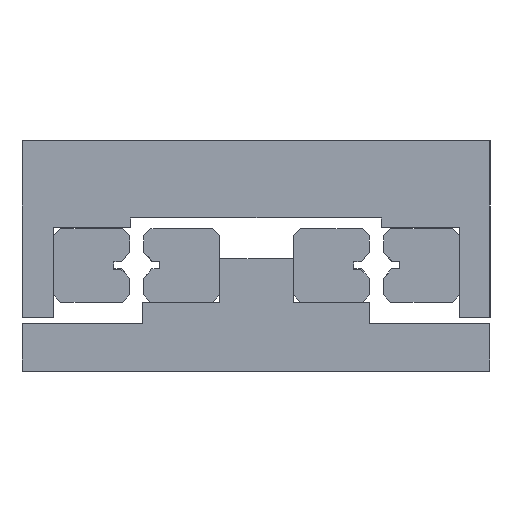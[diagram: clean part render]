
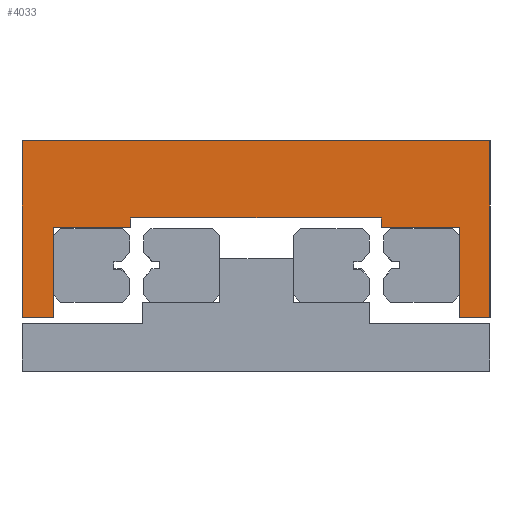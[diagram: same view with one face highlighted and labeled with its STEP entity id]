
A CAD part, front view. The second image highlights one B-rep face of the part: STEP entity #4033.
In plain terms, the highlighted planar face has unit normal (0, -1, 0).
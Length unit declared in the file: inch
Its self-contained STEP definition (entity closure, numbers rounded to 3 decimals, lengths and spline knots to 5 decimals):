
#3683=CARTESIAN_POINT('',(-1.0,-2.5,0.3775));
#3684=VERTEX_POINT('',#3683);
#3691=CARTESIAN_POINT('',(1.0,-2.5,0.3775));
#3692=VERTEX_POINT('',#3691);
#3693=CARTESIAN_POINT('',(-1.0,-2.5,0.3775));
#3694=DIRECTION('',(1.0,0.0,0.0));
#3695=VECTOR('',#3694,2.0);
#3696=LINE('',#3693,#3695);
#3697=EDGE_CURVE('',#3684,#3692,#3696,.T.);
#3738=CARTESIAN_POINT('',(-1.0,-2.5,-0.3775));
#3739=VERTEX_POINT('',#3738);
#3746=CARTESIAN_POINT('',(-1.0,-2.5,-0.3775));
#3747=DIRECTION('',(0.0,0.0,1.0));
#3748=VECTOR('',#3747,0.755);
#3749=LINE('',#3746,#3748);
#3750=EDGE_CURVE('',#3739,#3684,#3749,.T.);
#3762=CARTESIAN_POINT('',(-0.865,-2.5,-0.3775));
#3763=VERTEX_POINT('',#3762);
#3770=CARTESIAN_POINT('',(-0.865,-2.5,-0.3775));
#3771=DIRECTION('',(-1.0,0.0,0.0));
#3772=VECTOR('',#3771,0.135);
#3773=LINE('',#3770,#3772);
#3774=EDGE_CURVE('',#3763,#3739,#3773,.T.);
#3786=CARTESIAN_POINT('',(-0.865,-2.5,0.0075));
#3787=VERTEX_POINT('',#3786);
#3794=CARTESIAN_POINT('',(-0.865,-2.5,0.0075));
#3795=DIRECTION('',(0.0,0.0,-1.0));
#3796=VECTOR('',#3795,0.385);
#3797=LINE('',#3794,#3796);
#3798=EDGE_CURVE('',#3787,#3763,#3797,.T.);
#3810=CARTESIAN_POINT('',(-0.535,-2.5,0.0075));
#3811=VERTEX_POINT('',#3810);
#3818=CARTESIAN_POINT('',(-0.535,-2.5,0.0075));
#3819=DIRECTION('',(-1.0,0.0,0.0));
#3820=VECTOR('',#3819,0.33);
#3821=LINE('',#3818,#3820);
#3822=EDGE_CURVE('',#3811,#3787,#3821,.T.);
#3834=CARTESIAN_POINT('',(-0.535,-2.5,0.0475));
#3835=VERTEX_POINT('',#3834);
#3842=CARTESIAN_POINT('',(-0.535,-2.5,0.0475));
#3843=DIRECTION('',(0.0,0.0,-1.0));
#3844=VECTOR('',#3843,0.04);
#3845=LINE('',#3842,#3844);
#3846=EDGE_CURVE('',#3835,#3811,#3845,.T.);
#3858=CARTESIAN_POINT('',(0.535,-2.5,0.0475));
#3859=VERTEX_POINT('',#3858);
#3866=CARTESIAN_POINT('',(0.535,-2.5,0.0475));
#3867=DIRECTION('',(-1.0,0.0,0.0));
#3868=VECTOR('',#3867,1.07);
#3869=LINE('',#3866,#3868);
#3870=EDGE_CURVE('',#3859,#3835,#3869,.T.);
#3906=CARTESIAN_POINT('',(0.535,-2.5,0.0075));
#3907=VERTEX_POINT('',#3906);
#3914=CARTESIAN_POINT('',(0.535,-2.5,0.0075));
#3915=DIRECTION('',(0.0,0.0,1.0));
#3916=VECTOR('',#3915,0.04);
#3917=LINE('',#3914,#3916);
#3918=EDGE_CURVE('',#3907,#3859,#3917,.T.);
#3930=CARTESIAN_POINT('',(0.87,-2.5,0.0075));
#3931=VERTEX_POINT('',#3930);
#3938=CARTESIAN_POINT('',(0.87,-2.5,0.0075));
#3939=DIRECTION('',(-1.0,0.0,0.0));
#3940=VECTOR('',#3939,0.335);
#3941=LINE('',#3938,#3940);
#3942=EDGE_CURVE('',#3931,#3907,#3941,.T.);
#3954=CARTESIAN_POINT('',(0.87,-2.5,-0.3775));
#3955=VERTEX_POINT('',#3954);
#3962=CARTESIAN_POINT('',(0.87,-2.5,-0.3775));
#3963=DIRECTION('',(0.0,0.0,1.0));
#3964=VECTOR('',#3963,0.385);
#3965=LINE('',#3962,#3964);
#3966=EDGE_CURVE('',#3955,#3931,#3965,.T.);
#3978=CARTESIAN_POINT('',(1.0,-2.5,-0.3775));
#3979=VERTEX_POINT('',#3978);
#3986=CARTESIAN_POINT('',(1.0,-2.5,-0.3775));
#3987=DIRECTION('',(-1.0,0.0,0.0));
#3988=VECTOR('',#3987,0.13);
#3989=LINE('',#3986,#3988);
#3990=EDGE_CURVE('',#3979,#3955,#3989,.T.);
#4003=CARTESIAN_POINT('',(1.0,-2.5,0.3775));
#4004=DIRECTION('',(0.0,0.0,-1.0));
#4005=VECTOR('',#4004,0.755);
#4006=LINE('',#4003,#4005);
#4007=EDGE_CURVE('',#3692,#3979,#4006,.T.);
#4014=CARTESIAN_POINT('',(0.0003,-2.5,0.08971));
#4015=DIRECTION('',(0.0,1.0,0.0));
#4016=DIRECTION('',(0.0,0.0,1.0));
#4017=AXIS2_PLACEMENT_3D('',#4014,#4015,#4016);
#4018=PLANE('',#4017);
#4019=ORIENTED_EDGE('',*,*,#4007,.F.);
#4020=ORIENTED_EDGE('',*,*,#3697,.F.);
#4021=ORIENTED_EDGE('',*,*,#3750,.F.);
#4022=ORIENTED_EDGE('',*,*,#3774,.F.);
#4023=ORIENTED_EDGE('',*,*,#3798,.F.);
#4024=ORIENTED_EDGE('',*,*,#3822,.F.);
#4025=ORIENTED_EDGE('',*,*,#3846,.F.);
#4026=ORIENTED_EDGE('',*,*,#3870,.F.);
#4027=ORIENTED_EDGE('',*,*,#3918,.F.);
#4028=ORIENTED_EDGE('',*,*,#3942,.F.);
#4029=ORIENTED_EDGE('',*,*,#3966,.F.);
#4030=ORIENTED_EDGE('',*,*,#3990,.F.);
#4031=EDGE_LOOP('',(#4019,#4020,#4021,#4022,#4023,#4024,#4025,#4026,#4027,#4028,#4029,#4030));
#4032=FACE_OUTER_BOUND('',#4031,.T.);
#4033=ADVANCED_FACE('',(#4032),#4018,.F.);
